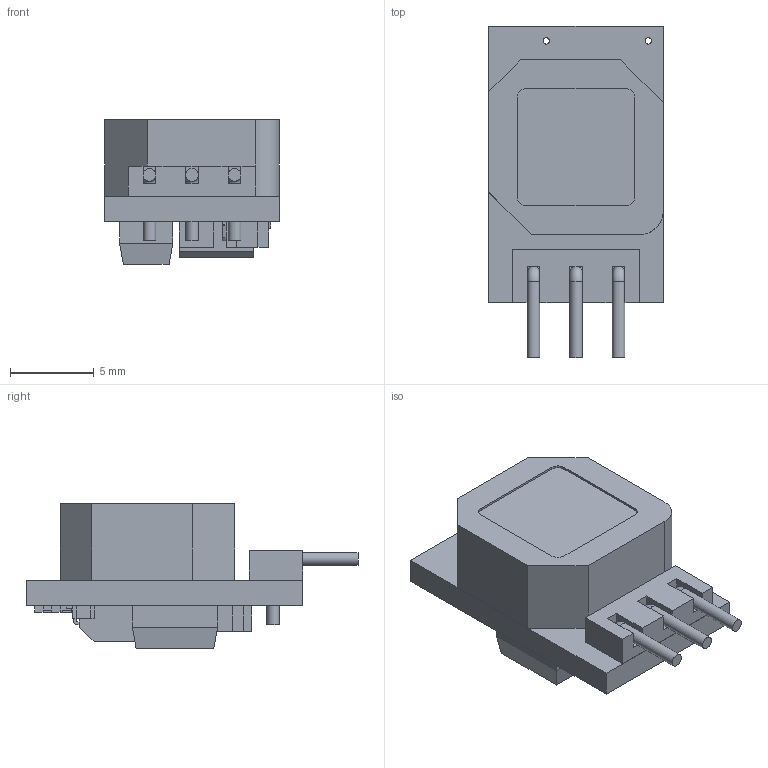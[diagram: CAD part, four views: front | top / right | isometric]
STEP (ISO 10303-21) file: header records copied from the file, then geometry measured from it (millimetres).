
FILE_DESCRIPTION(/* description */ ('STEP AP242','CAx-IF Rec.Pracs.---Representation and Presentation of Product Manufacturing Information (PMI)---4.0---2014-10-13','CAx-IF Rec.Pracs.---3D Tessellated Geometry---0.4---2014-09-14','2;1'),/* implementation_level */ '2;1');
FILE_NAME(/* name */ '670c215f43275f3d61732d1e',/* time_stamp */ '2024-10-13T19:37:04Z',/* author */ (''),/* organization */ (''),/* preprocessor_version */ 'ST-DEVELOPER v20',/* originating_system */ ' ',/* authorisation */ ' ');
FILE_SCHEMA (('AP242_MANAGED_MODEL_BASED_3D_ENGINEERING_MIM_LF { 1 0 10303 442 1 1 4 }'));
Length unit declared in the file: metre
Products named in the file (44): OKI-78SR-5(slash)1.5-W36-C
Bounding box: 10.41 x 19.81 x 8.64 mm (x, y, z)
Volume: 856.2 mm3; surface area: 1336.7 mm2
Topology: 44 solids, 44 shells, 374 faces, 848 edges, 563 vertices
Faces by surface type: plane 322, cylinder 49, torus 3
Full cylindrical faces by diameter (mm): 0.381 x2, 0.762 x6
Entity records: 11391 total; most frequent: CARTESIAN_POINT 1818, DIRECTION 1774, ORIENTED_EDGE 1674, EDGE_CURVE 837, LINE 736, VECTOR 736, VERTEX_POINT 563, AXIS2_PLACEMENT_3D 519
